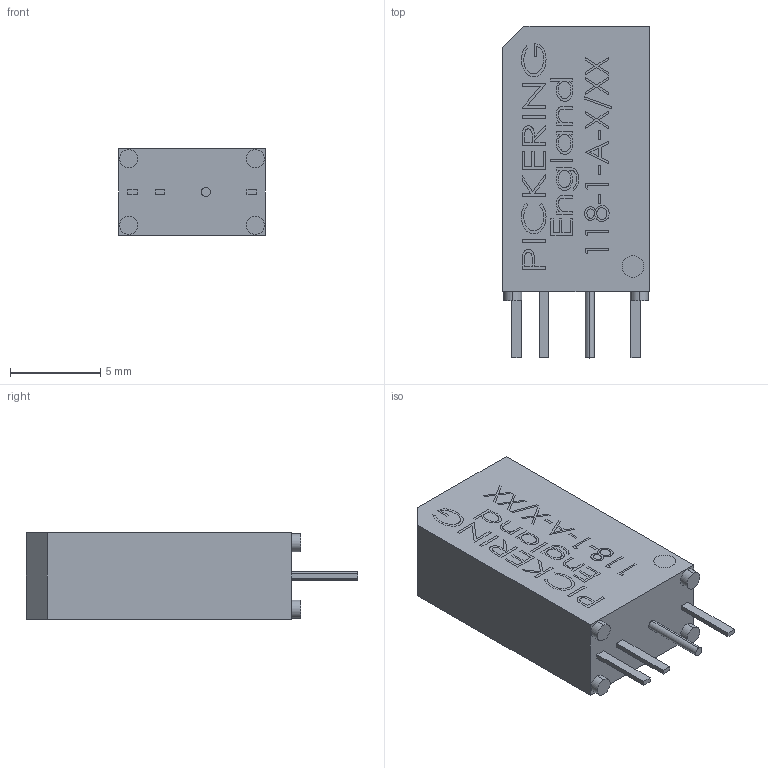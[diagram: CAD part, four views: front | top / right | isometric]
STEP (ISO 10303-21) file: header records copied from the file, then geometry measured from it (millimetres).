
FILE_DESCRIPTION (( 'STEP AP214' ), '1' );
FILE_NAME ('118-1-A.STEP', '2018-01-25T12:53:42', ( '' ), ( '' ), 'SwSTEP 2.0', 'SolidWorks 2017', '' );
FILE_SCHEMA (( 'AUTOMOTIVE_DESIGN' ));
Length unit declared in the file: millimetre
Products named in the file (1): 118-1-A
Bounding box: 8.13 x 18.41 x 4.8 mm (x, y, z)
Volume: 575.3 mm3; surface area: 483.3 mm2
Topology: 1 solids, 1 shells, 357 faces, 930 edges, 620 vertices
Faces by surface type: plane 258, bspline 87, cylinder 12
Entity records: 20143 total; most frequent: CARTESIAN_POINT 7971, ORIENTED_EDGE 1860, DIRECTION 1322, EDGE_CURVE 930, VECTOR 732, LINE 732, VERTEX_POINT 620, EDGE_LOOP 402
